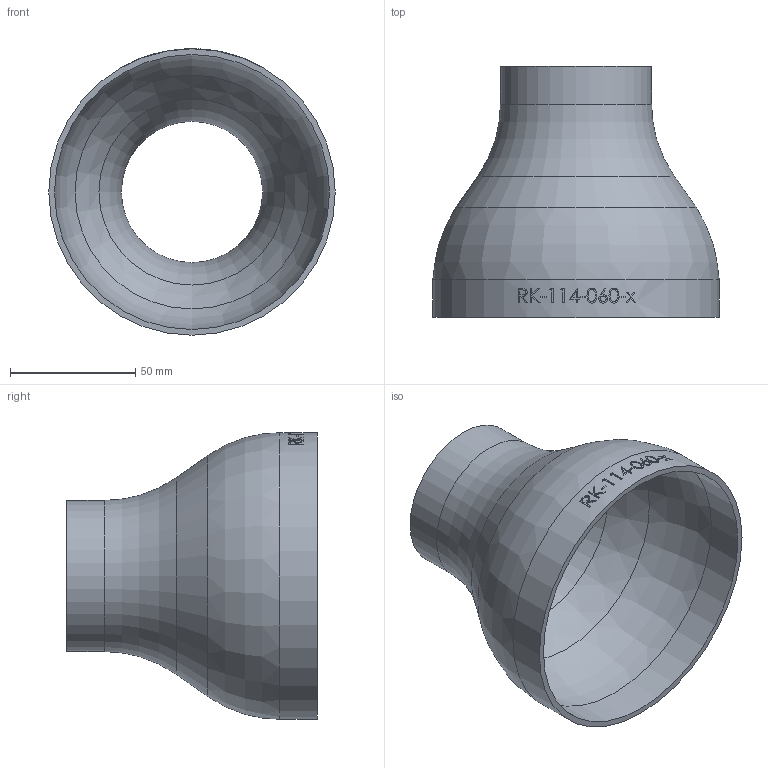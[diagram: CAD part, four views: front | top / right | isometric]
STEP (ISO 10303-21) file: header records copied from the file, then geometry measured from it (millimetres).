
FILE_DESCRIPTION (( 'STEP AP214' ), '1' );
FILE_NAME ('RK-114-060-x Reduzierung 114,3x60,3x2 BL100 1909.STEP', '2019-09-06T11:28:37', ( '' ), ( '' ), 'SwSTEP 2.0', 'SolidWorks 2016', '' );
FILE_SCHEMA (( 'AUTOMOTIVE_DESIGN' ));
Length unit declared in the file: millimetre
Products named in the file (1): RK-114-060-x Reduzierung 114,3x60,3x2 BL100 1909
Bounding box: 114.3 x 100 x 114.3 mm (x, y, z)
Volume: 62082.8 mm3; surface area: 58078.3 mm2
Topology: 1 solids, 1 shells, 135 faces, 340 edges, 224 vertices
Faces by surface type: plane 76, bspline 32, cylinder 21, torus 4, cone 2
Full cylindrical faces by diameter (mm): 56.3 x1, 60.3 x1, 109.7 x1, 114.3 x1
Entity records: 6941 total; most frequent: CARTESIAN_POINT 2633, ORIENTED_EDGE 660, DIRECTION 504, EDGE_CURVE 330, VERTEX_POINT 224, AXIS2_PLACEMENT_3D 178, EDGE_LOOP 164, LINE 148
